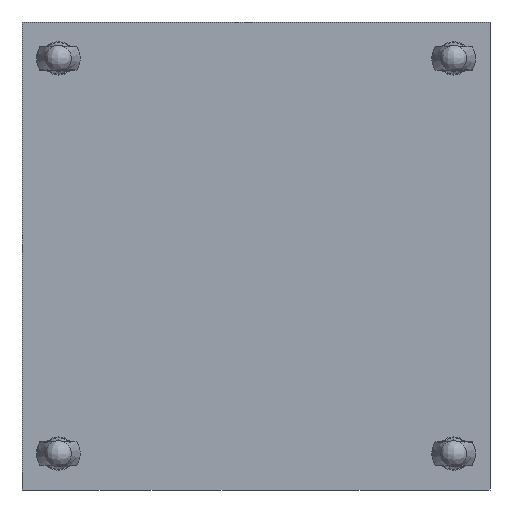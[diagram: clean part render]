
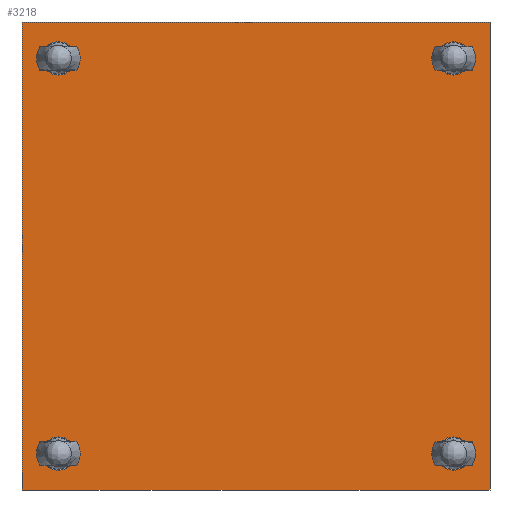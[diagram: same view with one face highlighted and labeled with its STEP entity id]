
A CAD part, front view. The second image highlights one B-rep face of the part: STEP entity #3218.
In plain terms, the highlighted planar face has unit normal (0, -1, 0).
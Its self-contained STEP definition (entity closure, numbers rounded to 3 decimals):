
#28 = AXIS2_PLACEMENT_3D ( 'NONE', #4927, #932, #180 ) ;
#50 = VECTOR ( 'NONE', #5332, 1000. ) ;
#62 = EDGE_CURVE ( 'NONE', #6238, #5949, #6461, .T. ) ;
#180 = DIRECTION ( 'NONE',  ( 0., 0., 1. ) ) ;
#298 = ORIENTED_EDGE ( 'NONE', *, *, #7638, .T. ) ;
#404 = DIRECTION ( 'NONE',  ( 0., 1., 0. ) ) ;
#515 = ORIENTED_EDGE ( 'NONE', *, *, #3992, .T. ) ;
#793 = EDGE_LOOP ( 'NONE', ( #515, #4541 ) ) ;
#826 = ORIENTED_EDGE ( 'NONE', *, *, #7397, .T. ) ;
#837 = CARTESIAN_POINT ( 'NONE',  ( 19., 0., 20.6 ) ) ;
#878 = EDGE_CURVE ( 'NONE', #7651, #8572, #3296, .T. ) ;
#932 = DIRECTION ( 'NONE',  ( 0., 1., 0. ) ) ;
#989 = CARTESIAN_POINT ( 'NONE',  ( -22.5, 0., 22.5 ) ) ;
#1039 = DIRECTION ( 'NONE',  ( 0., 0., 1. ) ) ;
#1109 = CARTESIAN_POINT ( 'NONE',  ( -19., 0., -19. ) ) ;
#1187 = EDGE_CURVE ( 'NONE', #8572, #7651, #7277, .T. ) ;
#1206 = LINE ( 'NONE', #2732, #2041 ) ;
#1229 = EDGE_CURVE ( 'NONE', #1557, #6833, #1206, .T. ) ;
#1246 = EDGE_CURVE ( 'NONE', #3138, #3603, #6218, .T. ) ;
#1305 = CARTESIAN_POINT ( 'NONE',  ( -19., 0., -20.6 ) ) ;
#1316 = DIRECTION ( 'NONE',  ( 0., 1., 0. ) ) ;
#1333 = AXIS2_PLACEMENT_3D ( 'NONE', #6363, #404, #1039 ) ;
#1385 = VERTEX_POINT ( 'NONE', #7642 ) ;
#1446 = DIRECTION ( 'NONE',  ( 0., 0., 1. ) ) ;
#1448 = DIRECTION ( 'NONE',  ( 0., 1., 0. ) ) ;
#1557 = VERTEX_POINT ( 'NONE', #8462 ) ;
#1573 = AXIS2_PLACEMENT_3D ( 'NONE', #4768, #8053, #1446 ) ;
#1631 = CARTESIAN_POINT ( 'NONE',  ( -19., 0., -19. ) ) ;
#1637 = EDGE_CURVE ( 'NONE', #1899, #1385, #7715, .T. ) ;
#1849 = VERTEX_POINT ( 'NONE', #1305 ) ;
#1899 = VERTEX_POINT ( 'NONE', #7962 ) ;
#1982 = CARTESIAN_POINT ( 'NONE',  ( -19., 0., 19. ) ) ;
#2041 = VECTOR ( 'NONE', #4655, 1000. ) ;
#2609 = CARTESIAN_POINT ( 'NONE',  ( -22.5, 0., -22.5 ) ) ;
#2648 = CARTESIAN_POINT ( 'NONE',  ( 22.5, 0., 22.5 ) ) ;
#2708 = CARTESIAN_POINT ( 'NONE',  ( -22.5, 0., -22.5 ) ) ;
#2732 = CARTESIAN_POINT ( 'NONE',  ( -22.5, 0., 22.5 ) ) ;
#2960 = CARTESIAN_POINT ( 'NONE',  ( 19., 0., 19. ) ) ;
#3128 = DIRECTION ( 'NONE',  ( 0., 1., 0. ) ) ;
#3138 = VERTEX_POINT ( 'NONE', #2609 ) ;
#3218 = ADVANCED_FACE ( 'NONE', ( #7683, #5897, #7472, #5477, #7046 ), #6708, .F. ) ;
#3296 = CIRCLE ( 'NONE', #5451, 1.6 ) ;
#3415 = AXIS2_PLACEMENT_3D ( 'NONE', #2960, #3610, #4242 ) ;
#3603 = VERTEX_POINT ( 'NONE', #6279 ) ;
#3610 = DIRECTION ( 'NONE',  ( 0., 1., 0. ) ) ;
#3659 = CIRCLE ( 'NONE', #3982, 1.6 ) ;
#3706 = ORIENTED_EDGE ( 'NONE', *, *, #1637, .T. ) ;
#3843 = ORIENTED_EDGE ( 'NONE', *, *, #1229, .F. ) ;
#3904 = AXIS2_PLACEMENT_3D ( 'NONE', #1982, #1316, #4644 ) ;
#3949 = DIRECTION ( 'NONE',  ( 0., 1., 0. ) ) ;
#3982 = AXIS2_PLACEMENT_3D ( 'NONE', #1109, #3128, #7733 ) ;
#3992 = EDGE_CURVE ( 'NONE', #5101, #1849, #3659, .T. ) ;
#4099 = CARTESIAN_POINT ( 'NONE',  ( -22.5, 0., 22.5 ) ) ;
#4242 = DIRECTION ( 'NONE',  ( 0., 0., 1. ) ) ;
#4372 = CARTESIAN_POINT ( 'NONE',  ( 19., 0., -17.4 ) ) ;
#4375 = DIRECTION ( 'NONE',  ( 0., 0., 1. ) ) ;
#4429 = ORIENTED_EDGE ( 'NONE', *, *, #878, .T. ) ;
#4541 = ORIENTED_EDGE ( 'NONE', *, *, #5279, .T. ) ;
#4644 = DIRECTION ( 'NONE',  ( 0., 0., 1. ) ) ;
#4655 = DIRECTION ( 'NONE',  ( 1., 0., 0. ) ) ;
#4656 = ORIENTED_EDGE ( 'NONE', *, *, #5066, .F. ) ;
#4768 = CARTESIAN_POINT ( 'NONE',  ( 19., 0., -19. ) ) ;
#4833 = ORIENTED_EDGE ( 'NONE', *, *, #8624, .T. ) ;
#4927 = CARTESIAN_POINT ( 'NONE',  ( -19., 0., 19. ) ) ;
#5066 = EDGE_CURVE ( 'NONE', #6833, #3603, #5149, .T. ) ;
#5101 = VERTEX_POINT ( 'NONE', #5955 ) ;
#5149 = LINE ( 'NONE', #2648, #5300 ) ;
#5203 = CARTESIAN_POINT ( 'NONE',  ( 19., 0., 17.4 ) ) ;
#5279 = EDGE_CURVE ( 'NONE', #1849, #5101, #7608, .T. ) ;
#5300 = VECTOR ( 'NONE', #8561, 1000. ) ;
#5332 = DIRECTION ( 'NONE',  ( 1., 0., 0. ) ) ;
#5333 = EDGE_LOOP ( 'NONE', ( #4429, #7432 ) ) ;
#5366 = EDGE_LOOP ( 'NONE', ( #8463, #4656, #3843, #298 ) ) ;
#5451 = AXIS2_PLACEMENT_3D ( 'NONE', #7974, #3949, #8636 ) ;
#5477 = FACE_BOUND ( 'NONE', #793, .T. ) ;
#5661 = CARTESIAN_POINT ( 'NONE',  ( 22.5, 0., 22.5 ) ) ;
#5897 = FACE_BOUND ( 'NONE', #8387, .T. ) ;
#5949 = VERTEX_POINT ( 'NONE', #5203 ) ;
#5955 = CARTESIAN_POINT ( 'NONE',  ( -19., 0., -17.4 ) ) ;
#5989 = EDGE_LOOP ( 'NONE', ( #826, #3706 ) ) ;
#5994 = DIRECTION ( 'NONE',  ( -1., 0., 0. ) ) ;
#6218 = LINE ( 'NONE', #2708, #50 ) ;
#6238 = VERTEX_POINT ( 'NONE', #837 ) ;
#6243 = CARTESIAN_POINT ( 'NONE',  ( 19., 0., -20.6 ) ) ;
#6279 = CARTESIAN_POINT ( 'NONE',  ( 22.5, 0., -22.5 ) ) ;
#6363 = CARTESIAN_POINT ( 'NONE',  ( 19., 0., 19. ) ) ;
#6461 = CIRCLE ( 'NONE', #3415, 1.6 ) ;
#6708 = PLANE ( 'NONE',  #7420 ) ;
#6833 = VERTEX_POINT ( 'NONE', #5661 ) ;
#7030 = CIRCLE ( 'NONE', #28, 1.6 ) ;
#7046 = FACE_OUTER_BOUND ( 'NONE', #5366, .T. ) ;
#7047 = DIRECTION ( 'NONE',  ( 0., 0., -1. ) ) ;
#7127 = ORIENTED_EDGE ( 'NONE', *, *, #62, .T. ) ;
#7149 = AXIS2_PLACEMENT_3D ( 'NONE', #1631, #8168, #4375 ) ;
#7277 = CIRCLE ( 'NONE', #1573, 1.6 ) ;
#7353 = LINE ( 'NONE', #989, #7457 ) ;
#7397 = EDGE_CURVE ( 'NONE', #1385, #1899, #7030, .T. ) ;
#7420 = AXIS2_PLACEMENT_3D ( 'NONE', #4099, #1448, #5994 ) ;
#7432 = ORIENTED_EDGE ( 'NONE', *, *, #1187, .T. ) ;
#7457 = VECTOR ( 'NONE', #7047, 1000. ) ;
#7472 = FACE_BOUND ( 'NONE', #5333, .T. ) ;
#7608 = CIRCLE ( 'NONE', #7149, 1.6 ) ;
#7638 = EDGE_CURVE ( 'NONE', #1557, #3138, #7353, .T. ) ;
#7642 = CARTESIAN_POINT ( 'NONE',  ( -19., 0., 20.6 ) ) ;
#7651 = VERTEX_POINT ( 'NONE', #4372 ) ;
#7683 = FACE_BOUND ( 'NONE', #5989, .T. ) ;
#7715 = CIRCLE ( 'NONE', #3904, 1.6 ) ;
#7733 = DIRECTION ( 'NONE',  ( 0., 0., 1. ) ) ;
#7962 = CARTESIAN_POINT ( 'NONE',  ( -19., 0., 17.4 ) ) ;
#7974 = CARTESIAN_POINT ( 'NONE',  ( 19., 0., -19. ) ) ;
#8053 = DIRECTION ( 'NONE',  ( 0., 1., 0. ) ) ;
#8168 = DIRECTION ( 'NONE',  ( 0., 1., 0. ) ) ;
#8295 = CIRCLE ( 'NONE', #1333, 1.6 ) ;
#8387 = EDGE_LOOP ( 'NONE', ( #7127, #4833 ) ) ;
#8462 = CARTESIAN_POINT ( 'NONE',  ( -22.5, 0., 22.5 ) ) ;
#8463 = ORIENTED_EDGE ( 'NONE', *, *, #1246, .T. ) ;
#8561 = DIRECTION ( 'NONE',  ( 0., 0., -1. ) ) ;
#8572 = VERTEX_POINT ( 'NONE', #6243 ) ;
#8624 = EDGE_CURVE ( 'NONE', #5949, #6238, #8295, .T. ) ;
#8636 = DIRECTION ( 'NONE',  ( 0., 0., 1. ) ) ;
